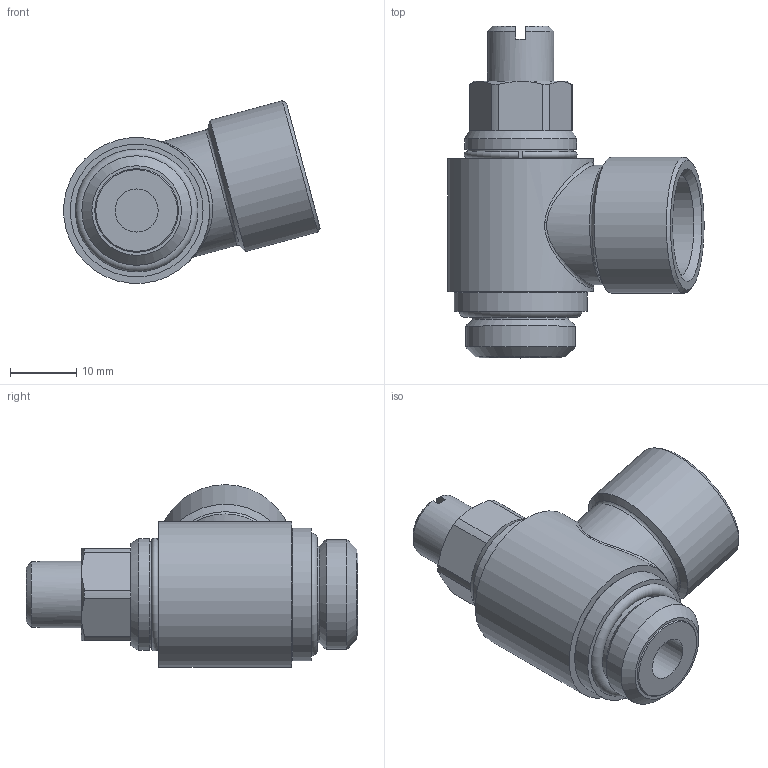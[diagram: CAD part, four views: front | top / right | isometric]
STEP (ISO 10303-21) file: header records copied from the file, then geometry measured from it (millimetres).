
FILE_DESCRIPTION((''),'2;1');
FILE_NAME('MV183838RAV.stp','2022-08-09T10:22:06',('RL'),(''),'Autodesk Inventor 2012','Autodesk Inventor 2012','');
FILE_SCHEMA(('AUTOMOTIVE_DESIGN { 1 0 10303 214 1 1 1 1 }'));
Length unit declared in the file: millimetre
Products named in the file (1): MV183838RAV
Bounding box: 38.6 x 50 x 27.5 mm (x, y, z)
Volume: 14005.7 mm3; surface area: 7858.4 mm2
Topology: 1 solids, 1 shells, 75 faces, 169 edges, 105 vertices
Faces by surface type: plane 31, cylinder 22, cone 16, torus 4, bspline 2
Full cylindrical faces by diameter (mm): 6.5 x1, 10 x1, 11 x1, 14.5 x1, 15 x1, 15.9 x1, 16.5 x1, 16.85 x2, 17 x2, 18 x2, 20 x1, 20.5 x1, 22 x1
Entity records: 3411 total; most frequent: CARTESIAN_POINT 1903, DIRECTION 322, ORIENTED_EDGE 254, AXIS2_PLACEMENT_3D 147, EDGE_CURVE 127, EDGE_LOOP 120, VERTEX_POINT 95, FACE_OUTER_BOUND 75
